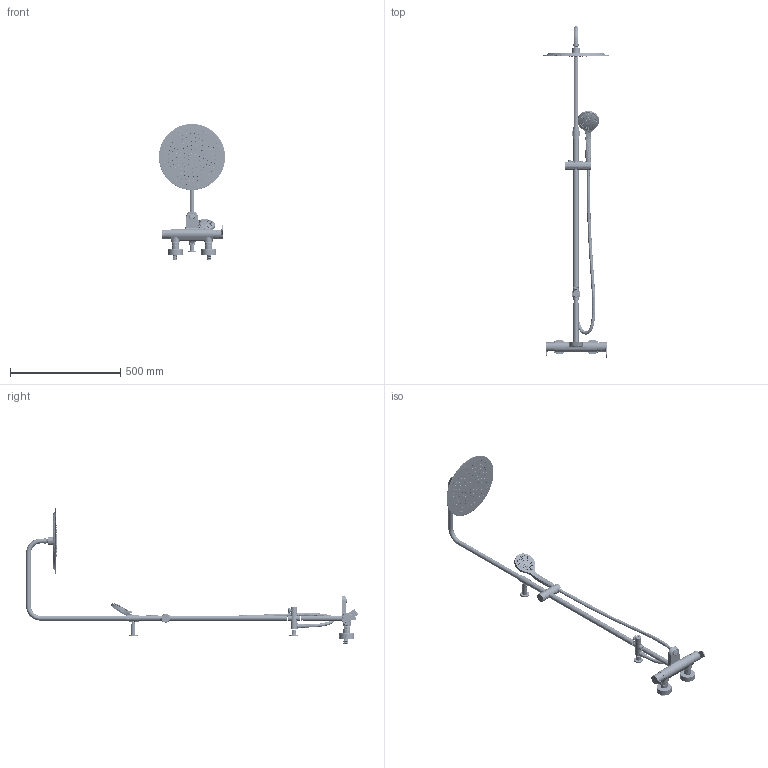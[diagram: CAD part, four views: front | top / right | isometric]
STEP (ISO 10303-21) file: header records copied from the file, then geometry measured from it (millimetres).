
FILE_DESCRIPTION (( 'STEP AP203' ), '1' );
FILE_NAME ('94C308565.STEP', '2025-08-06T06:43:57', ( '' ), ( '' ), 'SwSTEP 2.0', 'SolidWorks 2021', '' );
FILE_SCHEMA (( 'CONFIG_CONTROL_DESIGN' ));
Products named in the file (1): 94C308565
Bounding box: 299.94 x 1504.25 x 616.97 mm (x, y, z)
Volume: 2003335.4 mm3; surface area: 907122.6 mm2
Topology: 46 solids, 46 shells, 6566 faces, 17220 edges, 11407 vertices
Faces by surface type: bspline 2283, cone 1472, plane 1379, cylinder 1175, torus 237, sphere 20
Entity records: 339969 total; most frequent: CARTESIAN_POINT 192868, ORIENTED_EDGE 34318, DIRECTION 27398, EDGE_CURVE 17159, AXIS2_PLACEMENT_3D 11797, VERTEX_POINT 11407, EDGE_LOOP 7624, CIRCLE 7513
